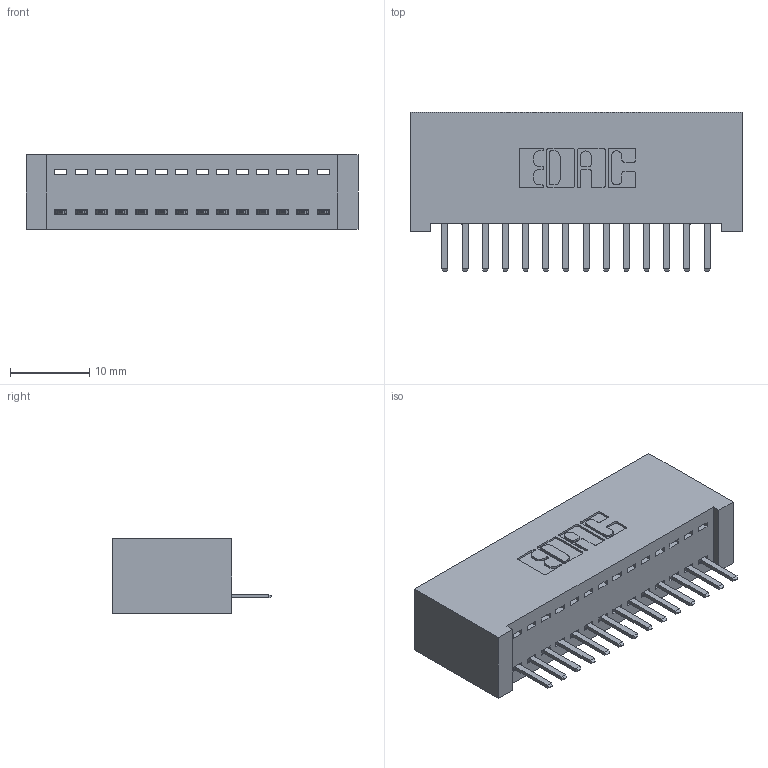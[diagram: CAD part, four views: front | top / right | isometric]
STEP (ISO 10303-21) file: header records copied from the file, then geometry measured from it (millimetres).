
FILE_DESCRIPTION (( 'STEP AP203' ), '1' );
FILE_NAME ('392-014-520-101.STEP', '2019-10-07T02:02:11', ( '' ), ( '' ), 'SwSTEP 2.0', 'SolidWorks 2016', '' );
FILE_SCHEMA (( 'CONFIG_CONTROL_DESIGN' ));
Length unit declared in the file: inch
Products named in the file (3): 342 Part_Lugless; 345-292-001_345-293-120; 392-014-520-101
Assembly tree (15 placements, depth 2):
  392-014-520-101
    342 Part_Lugless
    345-292-001_345-293-120  x14
Bounding box: 41.81 x 20.02 x 9.4 mm (x, y, z)
Volume: 3931.3 mm3; surface area: 5444.7 mm2
Topology: 15 solids, 15 shells, 970 faces, 2851 edges, 1862 vertices
Faces by surface type: plane 678, cylinder 292
Entity records: 11885 total; most frequent: CARTESIAN_POINT 2072, ORIENTED_EDGE 2010, DIRECTION 1785, EDGE_CURVE 1005, LINE 881, VECTOR 881, VERTEX_POINT 666, AXIS2_PLACEMENT_3D 452
